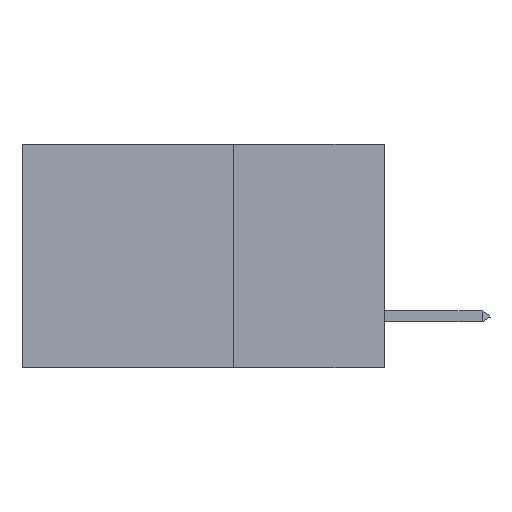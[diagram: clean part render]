
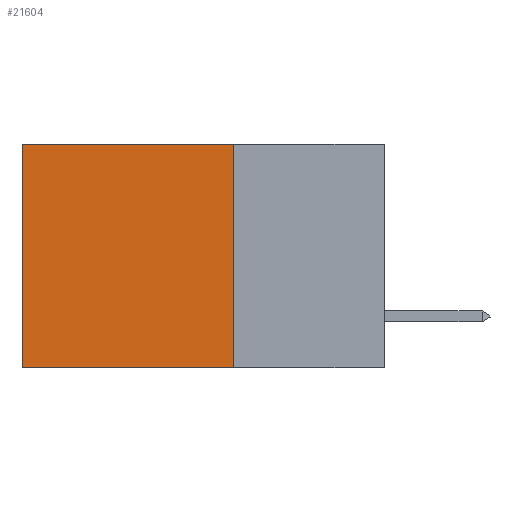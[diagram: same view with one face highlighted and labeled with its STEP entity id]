
A CAD part, left-side view. The second image highlights one B-rep face of the part: STEP entity #21604.
In plain terms, the highlighted planar face has unit normal (-1, 0, 0).
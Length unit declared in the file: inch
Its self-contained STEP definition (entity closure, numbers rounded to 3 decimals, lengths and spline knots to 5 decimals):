
#564 = FACE_OUTER_BOUND ( 'NONE', #9170, .T. ) ;
#737 = CARTESIAN_POINT ( 'NONE',  ( 0.2875, 0.6, 0. ) ) ;
#1475 = VECTOR ( 'NONE', #19499, 39.37008 ) ;
#1517 = VERTEX_POINT ( 'NONE', #18972 ) ;
#1591 = CARTESIAN_POINT ( 'NONE',  ( 0.2875, 0.25, 0. ) ) ;
#1803 = ORIENTED_EDGE ( 'NONE', *, *, #11287, .F. ) ;
#2010 = LINE ( 'NONE', #9423, #12881 ) ;
#2504 = DIRECTION ( 'NONE',  ( 0., 0., -1. ) ) ;
#3426 = CARTESIAN_POINT ( 'NONE',  ( 0.2875, 0.25, 0. ) ) ;
#4134 = LINE ( 'NONE', #737, #8419 ) ;
#4168 = CARTESIAN_POINT ( 'NONE',  ( 0.2875, 0.25, -0.37 ) ) ;
#5145 = DIRECTION ( 'NONE',  ( 0., 0., -1. ) ) ;
#5289 = VERTEX_POINT ( 'NONE', #14270 ) ;
#5525 = CARTESIAN_POINT ( 'NONE',  ( 0.2875, 0.6, 0. ) ) ;
#6070 = CARTESIAN_POINT ( 'NONE',  ( 0.2875, 0.6, -0.37 ) ) ;
#7647 = DIRECTION ( 'NONE',  ( 0., 1., 0. ) ) ;
#7916 = LINE ( 'NONE', #4168, #21985 ) ;
#8419 = VECTOR ( 'NONE', #2504, 39.37008 ) ;
#8671 = EDGE_CURVE ( 'NONE', #20026, #8780, #4134, .T. ) ;
#8780 = VERTEX_POINT ( 'NONE', #6070 ) ;
#9170 = EDGE_LOOP ( 'NONE', ( #20065, #18615, #1803, #18160 ) ) ;
#9423 = CARTESIAN_POINT ( 'NONE',  ( 0.2875, 0.25, 0. ) ) ;
#11287 = EDGE_CURVE ( 'NONE', #5289, #1517, #18626, .T. ) ;
#12473 = EDGE_CURVE ( 'NONE', #1517, #8780, #7916, .T. ) ;
#12881 = VECTOR ( 'NONE', #18590, 39.37008 ) ;
#13874 = AXIS2_PLACEMENT_3D ( 'NONE', #1591, #14451, #5145 ) ;
#14270 = CARTESIAN_POINT ( 'NONE',  ( 0.2875, 0.25, 0. ) ) ;
#14451 = DIRECTION ( 'NONE',  ( 1., 0., 0. ) ) ;
#14608 = EDGE_CURVE ( 'NONE', #5289, #20026, #2010, .T. ) ;
#18160 = ORIENTED_EDGE ( 'NONE', *, *, #14608, .T. ) ;
#18590 = DIRECTION ( 'NONE',  ( 0., 1., 0. ) ) ;
#18615 = ORIENTED_EDGE ( 'NONE', *, *, #12473, .F. ) ;
#18626 = LINE ( 'NONE', #3426, #1475 ) ;
#18972 = CARTESIAN_POINT ( 'NONE',  ( 0.2875, 0.25, -0.37 ) ) ;
#19499 = DIRECTION ( 'NONE',  ( 0., 0., -1. ) ) ;
#20026 = VERTEX_POINT ( 'NONE', #5525 ) ;
#20065 = ORIENTED_EDGE ( 'NONE', *, *, #8671, .T. ) ;
#21604 = ADVANCED_FACE ( 'NONE', ( #564 ), #21650, .F. ) ;
#21650 = PLANE ( 'NONE',  #13874 ) ;
#21985 = VECTOR ( 'NONE', #7647, 39.37008 ) ;
